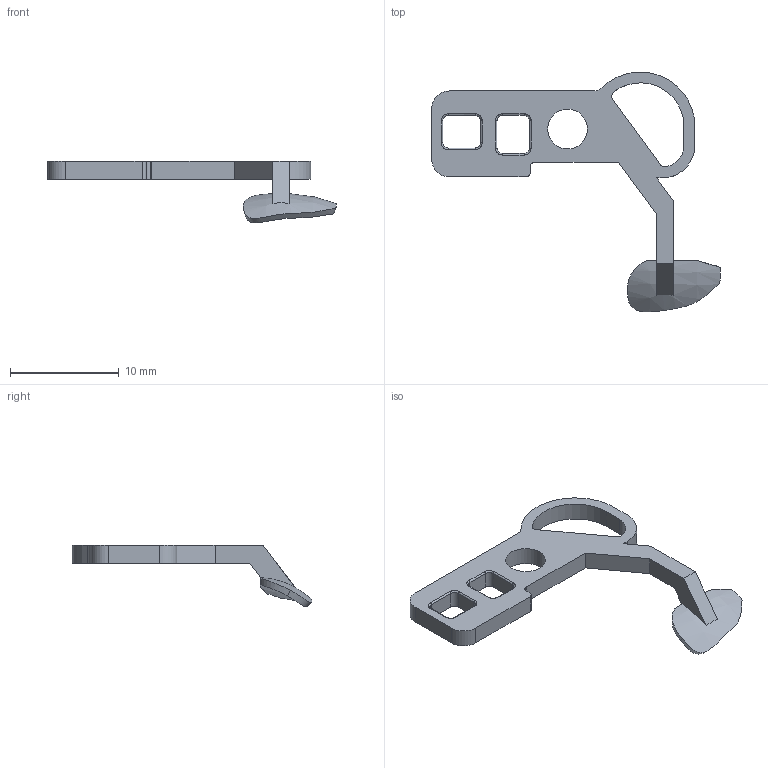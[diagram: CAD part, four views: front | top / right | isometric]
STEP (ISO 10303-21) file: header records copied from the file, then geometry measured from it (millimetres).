
FILE_DESCRIPTION(/* description */ ('STEP AP214'),/* implementation_level */ '2;1');
FILE_NAME(/* name */ '0251-910-00_FR.step',/* time_stamp */ '2025-07-21T15:56:31+02:00',/* author */ (''),/* organization */ (''),/* preprocessor_version */ 'ST-DEVELOPER v20.1',/* originating_system */ 'Autodesk Translation Framework v14.10.0.0',/* authorisation */ '');
FILE_SCHEMA (('AUTOMOTIVE_DESIGN { 1 0 10303 214 3 1 1 }'));
Length unit declared in the file: millimetre
Products named in the file (3): 0251-910-00; 0251-900-07; 0251-910-01
Assembly tree (2 placements, depth 2):
  0251-910-00
    0251-900-07
    0251-910-01
Bounding box: 26.54 x 22.06 x 5.69 mm (x, y, z)
Volume: 258.1 mm3; surface area: 595.7 mm2
Topology: 1 solids, 1 shells, 70 faces, 187 edges, 119 vertices
Faces by surface type: plane 27, bspline 23, cylinder 20
Full cylindrical faces by diameter (mm): 3.66 x1
Entity records: 4911 total; most frequent: CARTESIAN_POINT 3205, ORIENTED_EDGE 374, DIRECTION 274, EDGE_CURVE 187, VERTEX_POINT 119, LINE 106, VECTOR 106, AXIS2_PLACEMENT_3D 84
